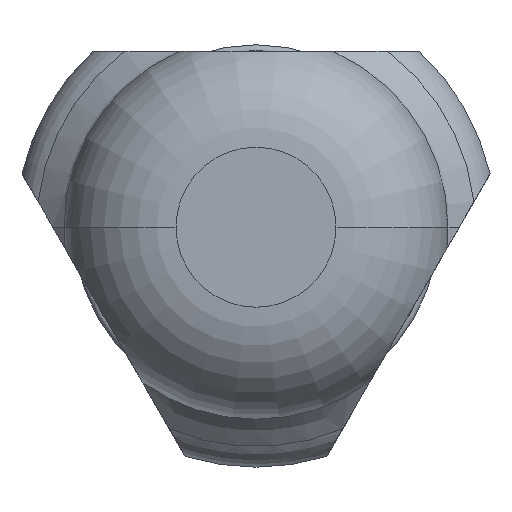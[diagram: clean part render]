
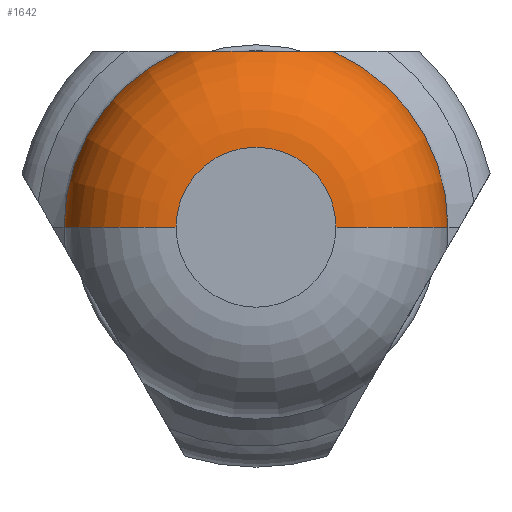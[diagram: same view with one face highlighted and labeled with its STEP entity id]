
A CAD part, front view. The second image highlights one B-rep face of the part: STEP entity #1642.
In plain terms, the highlighted toroidal (fillet/blend) face has major radius 5 mm and minor radius 7 mm.
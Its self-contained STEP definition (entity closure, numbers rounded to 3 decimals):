
#123 = DIRECTION ( 'NONE',  ( 0., 0., -1. ) ) ;
#187 = CARTESIAN_POINT ( 'NONE',  ( 12., 7., 0. ) ) ;
#377 = CARTESIAN_POINT ( 'NONE',  ( 0., 7., 0. ) ) ;
#550 = DIRECTION ( 'NONE',  ( 1., 0., 0. ) ) ;
#559 = CARTESIAN_POINT ( 'NONE',  ( 5., 0., 0. ) ) ;
#584 = CARTESIAN_POINT ( 'NONE',  ( 0., 7., 0. ) ) ;
#601 = CARTESIAN_POINT ( 'NONE',  ( -1.114, 3.464, 11. ) ) ;
#623 = CARTESIAN_POINT ( 'NONE',  ( -2.18, 3.77, 11. ) ) ;
#638 = EDGE_CURVE ( 'NONE', #6742, #5293, #3947, .T. ) ;
#640 = CARTESIAN_POINT ( 'NONE',  ( -4.796, 7., 11. ) ) ;
#696 = ORIENTED_EDGE ( 'NONE', *, *, #638, .F. ) ;
#986 = DIRECTION ( 'NONE',  ( 1., 0., 0. ) ) ;
#1247 = DIRECTION ( 'NONE',  ( 1., 0., 0. ) ) ;
#1269 = CARTESIAN_POINT ( 'NONE',  ( -2.684, 3.988, 11. ) ) ;
#1301 = CARTESIAN_POINT ( 'NONE',  ( 4.475, 5.658, 11. ) ) ;
#1354 = CARTESIAN_POINT ( 'NONE',  ( 3.998, 4.97, 11. ) ) ;
#1390 = ORIENTED_EDGE ( 'NONE', *, *, #2639, .T. ) ;
#1642 = ADVANCED_FACE ( 'Defeature ausgef�hrt1_20', ( #6419 ), #6623, .T. ) ;
#1698 = ORIENTED_EDGE ( 'NONE', *, *, #6993, .F. ) ;
#1791 = ORIENTED_EDGE ( 'NONE', *, *, #8206, .T. ) ;
#1908 = CARTESIAN_POINT ( 'NONE',  ( 4.754, 6.447, 11. ) ) ;
#1936 = CARTESIAN_POINT ( 'NONE',  ( -2.926, 4.116, 11. ) ) ;
#2036 = DIRECTION ( 'NONE',  ( 0., 1., 0. ) ) ;
#2155 = VERTEX_POINT ( 'NONE', #640 ) ;
#2222 = AXIS2_PLACEMENT_3D ( 'NONE', #584, #2036, #1247 ) ;
#2262 = DIRECTION ( 'NONE',  ( 1., 0., 0. ) ) ;
#2368 = CARTESIAN_POINT ( 'NONE',  ( -12., 7., 0. ) ) ;
#2564 = CARTESIAN_POINT ( 'NONE',  ( 1.093, 3.461, 11. ) ) ;
#2591 = CARTESIAN_POINT ( 'NONE',  ( -3.608, 4.59, 11. ) ) ;
#2617 = CARTESIAN_POINT ( 'NONE',  ( 2.669, 3.98, 11. ) ) ;
#2639 = EDGE_CURVE ( 'NONE', #6944, #4171, #7585, .T. ) ;
#2808 = CARTESIAN_POINT ( 'NONE',  ( 0., 0., 0. ) ) ;
#3116 = AXIS2_PLACEMENT_3D ( 'NONE', #4494, #7128, #550 ) ;
#3214 = CARTESIAN_POINT ( 'NONE',  ( 1.894, 3.672, 11. ) ) ;
#3247 = CARTESIAN_POINT ( 'NONE',  ( 4.177, 5.187, 11. ) ) ;
#3266 = CARTESIAN_POINT ( 'NONE',  ( -4.796, 6.724, 11. ) ) ;
#3329 = CARTESIAN_POINT ( 'NONE',  ( 4.796, 6.72, 11. ) ) ;
#3912 = CARTESIAN_POINT ( 'NONE',  ( -4.18, 5.191, 11. ) ) ;
#3941 = EDGE_LOOP ( 'NONE', ( #696, #4576, #1390, #1698, #1791, #6640 ) ) ;
#3947 = CIRCLE ( 'NONE', #4671, 7. ) ;
#3949 = CARTESIAN_POINT ( 'NONE',  ( 4.593, 5.911, 11. ) ) ;
#4056 = EDGE_CURVE ( 'Defeature ausgef�hrt1_50+Defeature ausgef�hrt1_20+Defeature ausgef�hrt1_20+Defeature ausgef�hrt1_20', #6944, #6742, #7475, .T. ) ;
#4171 = VERTEX_POINT ( 'NONE', #187 ) ;
#4373 = DIRECTION ( 'NONE',  ( 1., 0., 0. ) ) ;
#4494 = CARTESIAN_POINT ( 'NONE',  ( 5., 7., 0. ) ) ;
#4537 = CARTESIAN_POINT ( 'NONE',  ( 3.378, 4.409, 11. ) ) ;
#4574 = CARTESIAN_POINT ( 'NONE',  ( -4.594, 5.915, 11. ) ) ;
#4576 = ORIENTED_EDGE ( 'NONE', *, *, #4056, .F. ) ;
#4671 = AXIS2_PLACEMENT_3D ( 'NONE', #7990, #123, #6725 ) ;
#4735 = AXIS2_PLACEMENT_3D ( 'NONE', #6229, #8205, #2262 ) ;
#4940 = DIRECTION ( 'NONE',  ( 0., -1., 0. ) ) ;
#5019 = DIRECTION ( 'NONE',  ( 0., 1., 0. ) ) ;
#5071 = AXIS2_PLACEMENT_3D ( 'NONE', #377, #5019, #4373 ) ;
#5228 = CARTESIAN_POINT ( 'NONE',  ( -1.916, 3.679, 11. ) ) ;
#5249 = CARTESIAN_POINT ( 'NONE',  ( -4.753, 6.443, 11. ) ) ;
#5293 = VERTEX_POINT ( 'NONE', #2368 ) ;
#5375 = CIRCLE ( 'NONE', #2222, 12. ) ;
#5695 = EDGE_CURVE ( 'Defeature ausgef�hrt1_23+Defeature ausgef�hrt1_20+Defeature ausgef�hrt1_70+Defeature ausgef�hrt1_71', #5293, #2155, #6730, .T. ) ;
#6019 = CARTESIAN_POINT ( 'NONE',  ( 4.796, 7., 11. ) ) ;
#6057 = B_SPLINE_CURVE_WITH_KNOTS ( 'NONE', 3,
 ( #6593, #3329, #1908, #3949, #1301, #3247, #1354, #7839, #4537, #6512, #2617, #7205, #3214, #2564, #7156, #7805, #601, #5228, #623, #1269, #1936, #6543, #2591, #7177, #3912, #8507, #4574, #5249, #3266, #7870 ),
 .UNSPECIFIED., .F., .F.,
 ( 4, 2, 2, 2, 2, 2, 2, 2, 2, 2, 2, 2, 2, 2, 4 ),
 ( 0.02, 0.021, 0.021, 0.022, 0.023, 0.024, 0.025, 0.026, 0.028, 0.029, 0.03, 0.031, 0.031, 0.032, 0.033 ),
 .UNSPECIFIED. ) ;
#6229 = CARTESIAN_POINT ( 'NONE',  ( 0., 7., 0. ) ) ;
#6419 = FACE_OUTER_BOUND ( 'NONE', #3941, .T. ) ;
#6512 = CARTESIAN_POINT ( 'NONE',  ( 2.913, 4.109, 11. ) ) ;
#6543 = CARTESIAN_POINT ( 'NONE',  ( -3.387, 4.416, 11. ) ) ;
#6593 = CARTESIAN_POINT ( 'NONE',  ( 4.796, 7., 11. ) ) ;
#6623 = TOROIDAL_SURFACE ( 'NONE', #4735, 5., 7. ) ;
#6640 = ORIENTED_EDGE ( 'NONE', *, *, #5695, .F. ) ;
#6725 = DIRECTION ( 'NONE',  ( 0., 1., 0. ) ) ;
#6730 = CIRCLE ( 'NONE', #5071, 12. ) ;
#6742 = VERTEX_POINT ( 'NONE', #6840 ) ;
#6840 = CARTESIAN_POINT ( 'NONE',  ( -5., 0., 0. ) ) ;
#6944 = VERTEX_POINT ( 'NONE', #559 ) ;
#6993 = EDGE_CURVE ( 'Defeature ausgef�hrt1_21+Defeature ausgef�hrt1_20+Defeature ausgef�hrt1_71+Defeature ausgef�hrt1_72', #8374, #4171, #5375, .T. ) ;
#7128 = DIRECTION ( 'NONE',  ( 0., 0., 1. ) ) ;
#7156 = CARTESIAN_POINT ( 'NONE',  ( 0.545, 3.393, 11. ) ) ;
#7177 = CARTESIAN_POINT ( 'NONE',  ( -4.004, 4.977, 11. ) ) ;
#7205 = CARTESIAN_POINT ( 'NONE',  ( 2.16, 3.762, 11. ) ) ;
#7475 = CIRCLE ( 'NONE', #8350, 5. ) ;
#7585 = CIRCLE ( 'NONE', #3116, 7. ) ;
#7805 = CARTESIAN_POINT ( 'NONE',  ( -0.568, 3.395, 11. ) ) ;
#7839 = CARTESIAN_POINT ( 'NONE',  ( 3.6, 4.583, 11. ) ) ;
#7870 = CARTESIAN_POINT ( 'NONE',  ( -4.796, 7., 11. ) ) ;
#7990 = CARTESIAN_POINT ( 'NONE',  ( -5., 7., 0. ) ) ;
#8205 = DIRECTION ( 'NONE',  ( 0., 1., 0. ) ) ;
#8206 = EDGE_CURVE ( 'Defeature ausgef�hrt1_20+Defeature ausgef�hrt1_71+Defeature ausgef�hrt1_21+Defeature ausgef�hrt1_23', #8374, #2155, #6057, .T. ) ;
#8350 = AXIS2_PLACEMENT_3D ( 'NONE', #2808, #4940, #986 ) ;
#8374 = VERTEX_POINT ( 'NONE', #6019 ) ;
#8507 = CARTESIAN_POINT ( 'NONE',  ( -4.478, 5.665, 11. ) ) ;
